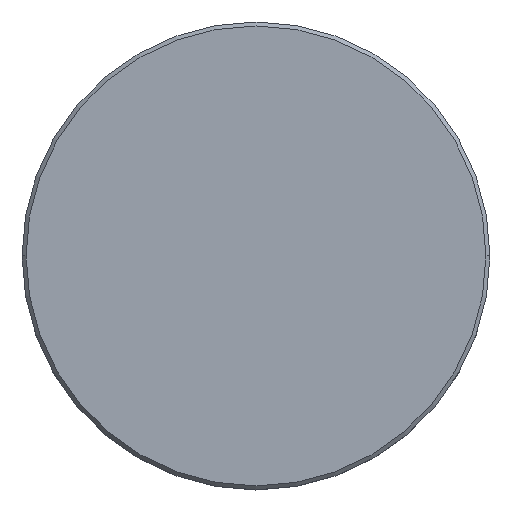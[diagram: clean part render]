
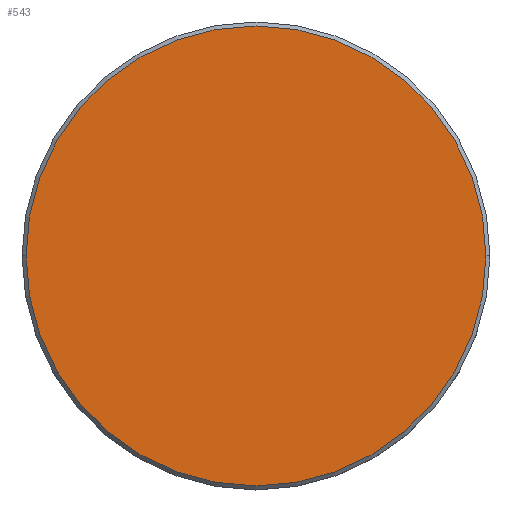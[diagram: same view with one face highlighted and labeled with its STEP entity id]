
A CAD part, top view. The second image highlights one B-rep face of the part: STEP entity #543.
In plain terms, the highlighted planar face has unit normal (0, 0, 1).
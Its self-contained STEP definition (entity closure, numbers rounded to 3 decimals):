
#32 = DIRECTION ( 'NONE',  ( 0., 0., 1. ) ) ;
#97 = VERTEX_POINT ( 'NONE', #473 ) ;
#180 = CARTESIAN_POINT ( 'NONE',  ( 0., 0., 0. ) ) ;
#236 = DIRECTION ( 'NONE',  ( 1., 0., 0. ) ) ;
#254 = AXIS2_PLACEMENT_3D ( 'NONE', #180, #278, #1179 ) ;
#278 = DIRECTION ( 'NONE',  ( 0., 0., 1. ) ) ;
#298 = CARTESIAN_POINT ( 'NONE',  ( -29., 0., 0. ) ) ;
#336 = AXIS2_PLACEMENT_3D ( 'NONE', #885, #428, #236 ) ;
#364 = EDGE_CURVE ( 'NONE', #97, #505, #524, .T. ) ;
#398 = CARTESIAN_POINT ( 'NONE',  ( 0., 0., 0. ) ) ;
#428 = DIRECTION ( 'NONE',  ( 0., 0., 1. ) ) ;
#473 = CARTESIAN_POINT ( 'NONE',  ( 29., 0., 0. ) ) ;
#505 = VERTEX_POINT ( 'NONE', #298 ) ;
#524 = CIRCLE ( 'NONE', #254, 29. ) ;
#543 = ADVANCED_FACE ( 'NONE', ( #1037 ), #865, .T. ) ;
#591 = DIRECTION ( 'NONE',  ( 1., 0., 0. ) ) ;
#729 = ORIENTED_EDGE ( 'NONE', *, *, #1143, .T. ) ;
#783 = AXIS2_PLACEMENT_3D ( 'NONE', #398, #32, #591 ) ;
#859 = CIRCLE ( 'NONE', #783, 29. ) ;
#865 = PLANE ( 'NONE',  #336 ) ;
#885 = CARTESIAN_POINT ( 'NONE',  ( 0., 0., 0. ) ) ;
#1013 = ORIENTED_EDGE ( 'NONE', *, *, #364, .T. ) ;
#1037 = FACE_OUTER_BOUND ( 'NONE', #1169, .T. ) ;
#1143 = EDGE_CURVE ( 'NONE', #505, #97, #859, .T. ) ;
#1169 = EDGE_LOOP ( 'NONE', ( #729, #1013 ) ) ;
#1179 = DIRECTION ( 'NONE',  ( 1., 0., 0. ) ) ;
